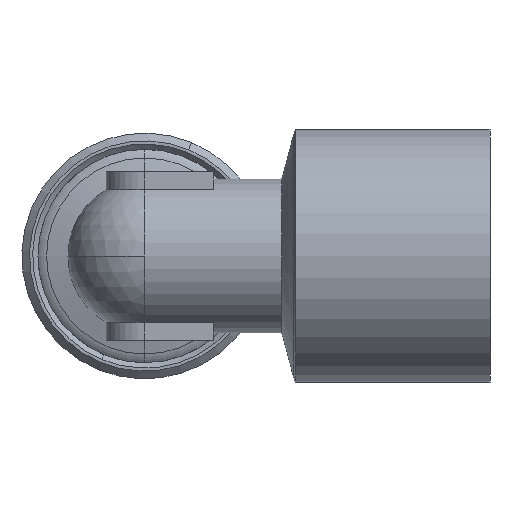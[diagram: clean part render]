
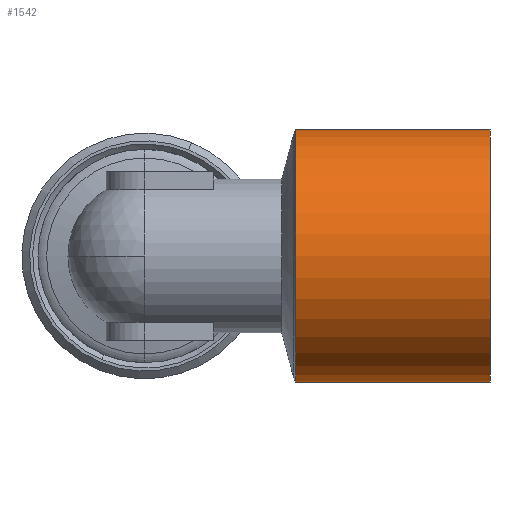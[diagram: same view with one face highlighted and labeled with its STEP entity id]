
A CAD part, left-side view. The second image highlights one B-rep face of the part: STEP entity #1542.
In plain terms, the highlighted cylindrical face has radius 8.25 mm (diameter 16.5 mm), a partial arc.
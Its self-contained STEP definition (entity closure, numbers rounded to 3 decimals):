
#56 = CARTESIAN_POINT ( 'NONE',  ( 0., 0.5, 8.25 ) ) ;
#62 = CARTESIAN_POINT ( 'NONE',  ( 0., 0.5, -8.25 ) ) ;
#65 = CARTESIAN_POINT ( 'NONE',  ( 0., 13.148, -8.25 ) ) ;
#67 = CARTESIAN_POINT ( 'NONE',  ( 0., 13.148, 8.25 ) ) ;
#239 = CARTESIAN_POINT ( 'NONE',  ( 0., 13.148, 0. ) ) ;
#240 = DIRECTION ( 'NONE',  ( 0., -1., 0. ) ) ;
#241 = DIRECTION ( 'NONE',  ( 0., 0., -1. ) ) ;
#309 = CARTESIAN_POINT ( 'NONE',  ( 0., 0.5, 0. ) ) ;
#310 = DIRECTION ( 'NONE',  ( 0., 1., 0. ) ) ;
#311 = DIRECTION ( 'NONE',  ( 0., 0., 1. ) ) ;
#671 = VERTEX_POINT ( 'NONE', #67 ) ;
#673 = VERTEX_POINT ( 'NONE', #65 ) ;
#676 = VERTEX_POINT ( 'NONE', #62 ) ;
#681 = VERTEX_POINT ( 'NONE', #56 ) ;
#742 = LINE ( 'NONE', #1133, #747 ) ;
#747 = VECTOR ( 'NONE', #1128, 1000. ) ;
#748 = LINE ( 'NONE', #1123, #750 ) ;
#750 = VECTOR ( 'NONE', #1132, 1000. ) ;
#794 = CIRCLE ( 'NONE', #1449, 8.25 ) ;
#852 = CIRCLE ( 'NONE', #1455, 8.25 ) ;
#1123 = CARTESIAN_POINT ( 'NONE',  ( 0., 16.948, 8.25 ) ) ;
#1128 = DIRECTION ( 'NONE',  ( 0., 1., 0. ) ) ;
#1132 = DIRECTION ( 'NONE',  ( 0., 1., 0. ) ) ;
#1133 = CARTESIAN_POINT ( 'NONE',  ( 0., 16.948, -8.25 ) ) ;
#1449 = AXIS2_PLACEMENT_3D ( 'NONE', #239, #240, #241 ) ;
#1455 = AXIS2_PLACEMENT_3D ( 'NONE', #309, #310, #311 ) ;
#1542 = ADVANCED_FACE ( 'NONE', ( #1890 ), #1898, .T. ) ;
#1890 = FACE_OUTER_BOUND ( 'NONE', #2433, .T. ) ;
#1898 = CYLINDRICAL_SURFACE ( 'NONE', #2515, 8.25 ) ;
#2251 = DIRECTION ( 'NONE',  ( 0., 1., 0. ) ) ;
#2262 = CARTESIAN_POINT ( 'NONE',  ( 0., 16.948, 0. ) ) ;
#2270 = DIRECTION ( 'NONE',  ( 0., 0., 1. ) ) ;
#2387 = ORIENTED_EDGE ( 'NONE', *, *, #2868, .F. ) ;
#2388 = ORIENTED_EDGE ( 'NONE', *, *, #2947, .T. ) ;
#2389 = ORIENTED_EDGE ( 'NONE', *, *, #2870, .T. ) ;
#2390 = ORIENTED_EDGE ( 'NONE', *, *, #2915, .T. ) ;
#2433 = EDGE_LOOP ( 'NONE', ( #2387, #2388, #2389, #2390 ) ) ;
#2515 = AXIS2_PLACEMENT_3D ( 'NONE', #2262, #2251, #2270 ) ;
#2868 = EDGE_CURVE ( 'NONE', #676, #673, #742, .T. ) ;
#2870 = EDGE_CURVE ( 'NONE', #681, #671, #748, .T. ) ;
#2915 = EDGE_CURVE ( 'NONE', #671, #673, #794, .T. ) ;
#2947 = EDGE_CURVE ( 'NONE', #676, #681, #852, .T. ) ;
